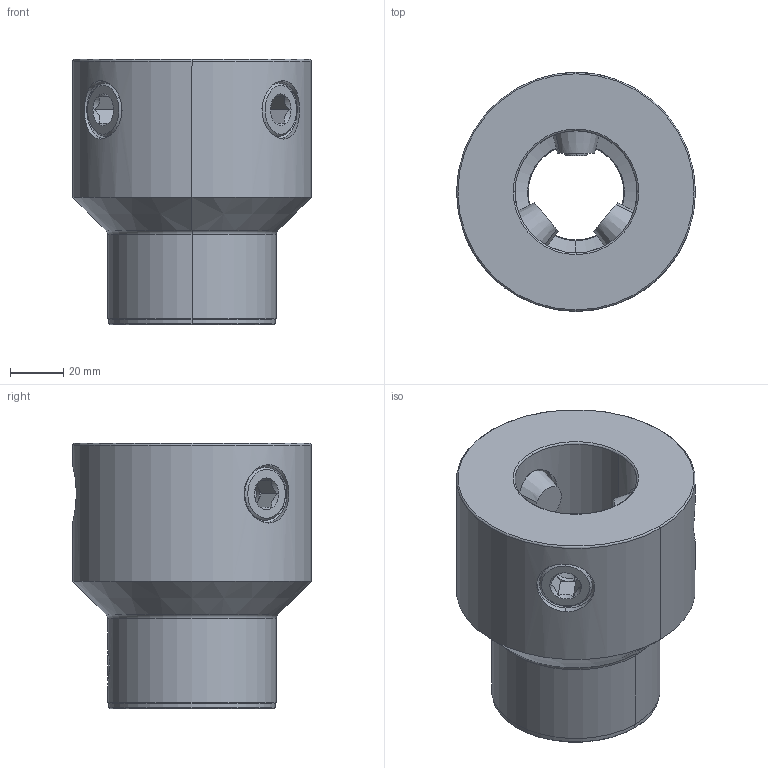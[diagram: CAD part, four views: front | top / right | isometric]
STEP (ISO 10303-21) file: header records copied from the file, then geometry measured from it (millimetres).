
FILE_DESCRIPTION(('no description'),'unknown implementation level');
FILE_NAME('EEC1DD8D-C100-437A-AACF-1864FAD2D00D_export.stp',' ',('CIMSOURCE GmbH'),('CADClick - KiM GmbH - www.kimweb.de'),'unknown preprocess','ACIS','unknown authorization');
FILE_SCHEMA(('automotive_design'));
Length unit declared in the file: millimetre
Products named in the file (5): 332.870N Kaiser R CKN7xCK6Bx100 Al|690.436 Kaiser ETL M12 X 18 CK6;Schnitt-Linear austragen2; 332.870N Kaiser R CKN7xCK6Bx100 Al|690.437 Kaiser ETL M20 X 29 CK7;Schnitt-Linear austragen1; 332.870N Kaiser R CKN7xCK6Bx100 Al|332.870N Kaiser R CKN7xCK6Bx100;Schnitt-Rotation5
Bounding box: 90 x 90 x 100 mm (x, y, z)
Volume: 361645.3 mm3; surface area: 57751.7 mm2
Topology: 5 solids, 5 shells, 194 faces, 431 edges, 240 vertices
Faces by surface type: plane 68, cone 62, cylinder 54, torus 10
Entity records: 11250 total; most frequent: CARTESIAN_POINT 1994, DIRECTION 955, STYLED_ITEM 862, PRESENTATION_STYLE_ASSIGNMENT 862, COLOUR_RGB 862, ORIENTED_EDGE 846, EDGE_CURVE 423, CURVE_STYLE 423
